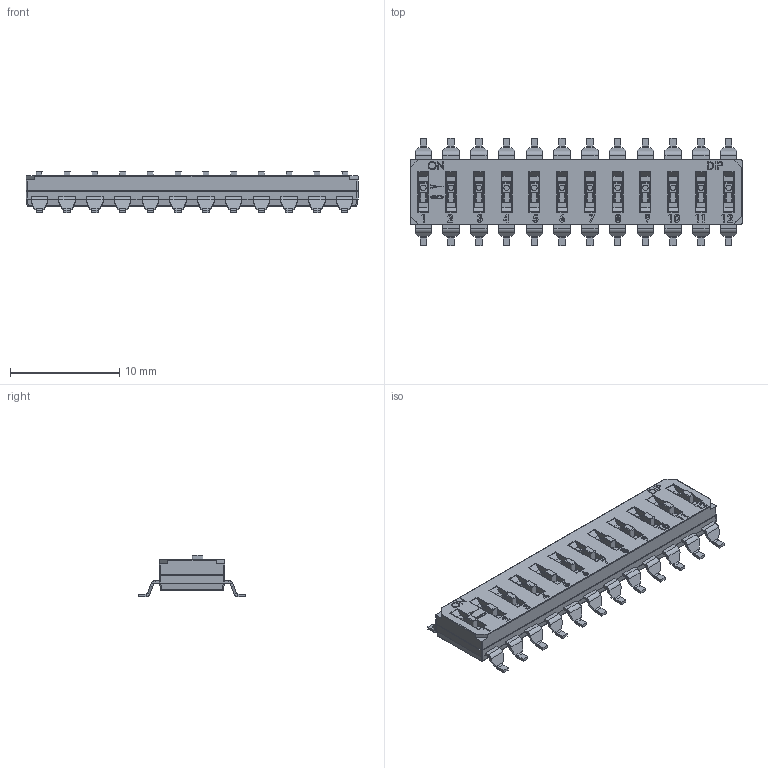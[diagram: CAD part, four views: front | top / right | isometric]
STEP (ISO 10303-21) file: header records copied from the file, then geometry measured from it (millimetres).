
FILE_DESCRIPTION(/* description */ (''),/* implementation_level */ '2;1');
FILE_NAME(/* name */ '5044-12-10.stp',/* time_stamp */ '2017-11-03T07:24:40+01:00',/* author */ ('andreas.larin'),/* organization */ (''),/* preprocessor_version */ 'ST-DEVELOPER v15.6',/* originating_system */ 'Autodesk Inventor 2015',/* authorisation */ '');
FILE_SCHEMA (('AUTOMOTIVE_DESIGN { 1 0 10303 214 3 1 1 }'));
Products named in the file (1): 5044-12-10
Bounding box: 30.38 x 9.8 x 3.8 mm (x, y, z)
Volume: 453 mm3; surface area: 1506.4 mm2
Topology: 1 solids, 13 shells, 3002 faces, 7678 edges, 4824 vertices
Faces by surface type: plane 1883, cylinder 843, bspline 200, sphere 52, cone 16, torus 8
Full cylindrical faces by diameter (mm): 0.3 x12, 0.4 x1, 0.5 x36
Entity records: 97271 total; most frequent: CARTESIAN_POINT 25220, ORIENTED_EDGE 15106, DIRECTION 14445, EDGE_CURVE 7553, LINE 5611, VECTOR 5611, VERTEX_POINT 4816, AXIS2_PLACEMENT_3D 4417
